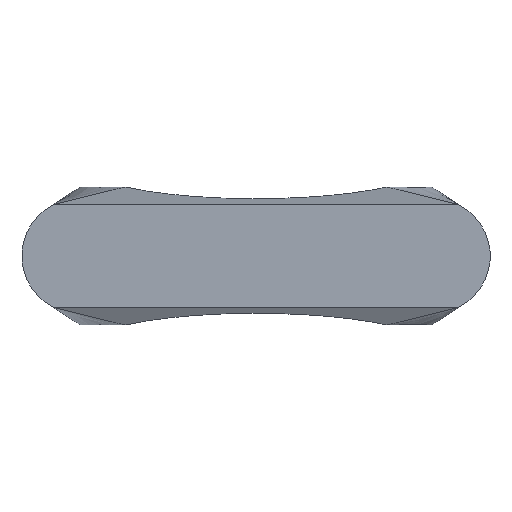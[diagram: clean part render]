
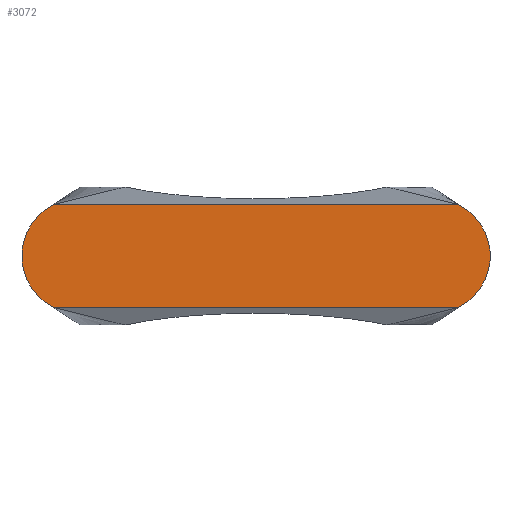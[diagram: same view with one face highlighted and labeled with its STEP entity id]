
A CAD part, front view. The second image highlights one B-rep face of the part: STEP entity #3072.
In plain terms, the highlighted planar face has unit normal (0, -1, 0).
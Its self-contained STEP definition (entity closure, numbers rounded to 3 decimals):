
#11 = AXIS2_PLACEMENT_3D ( 'NONE', #3663, #9628, #4520 ) ;
#170 = ORIENTED_EDGE ( 'NONE', *, *, #6220, .T. ) ;
#197 = FACE_OUTER_BOUND ( 'NONE', #6662, .T. ) ;
#473 = DIRECTION ( 'NONE',  ( 1., 0., 0. ) ) ;
#629 = VERTEX_POINT ( 'NONE', #7809 ) ;
#701 = DIRECTION ( 'NONE',  ( -1., 0., 0. ) ) ;
#1022 = CIRCLE ( 'NONE', #11, 12.446 ) ;
#2584 = EDGE_CURVE ( 'NONE', #9967, #7695, #6854, .T. ) ;
#2684 = DIRECTION ( 'NONE',  ( 0., -1., 0. ) ) ;
#2941 = EDGE_CURVE ( 'NONE', #6243, #629, #6586, .T. ) ;
#3072 = ADVANCED_FACE ( 'NONE', ( #197 ), #4311, .T. ) ;
#3647 = CARTESIAN_POINT ( 'NONE',  ( -43.832, -70.637, -11.112 ) ) ;
#3663 = CARTESIAN_POINT ( 'NONE',  ( -38.227, -70.637, 0. ) ) ;
#4311 = PLANE ( 'NONE',  #6743 ) ;
#4360 = CARTESIAN_POINT ( 'NONE',  ( -43.832, -70.637, -11.112 ) ) ;
#4365 = ORIENTED_EDGE ( 'NONE', *, *, #2584, .T. ) ;
#4520 = DIRECTION ( 'NONE',  ( 1., 0., 0. ) ) ;
#4601 = VECTOR ( 'NONE', #7114, 1000. ) ;
#5223 = CIRCLE ( 'NONE', #10196, 12.446 ) ;
#5585 = DIRECTION ( 'NONE',  ( 0., -1., 0. ) ) ;
#5809 = CARTESIAN_POINT ( 'NONE',  ( 43.832, -70.637, 11.113 ) ) ;
#5984 = ORIENTED_EDGE ( 'NONE', *, *, #2941, .T. ) ;
#6220 = EDGE_CURVE ( 'NONE', #629, #9967, #1022, .T. ) ;
#6243 = VERTEX_POINT ( 'NONE', #10521 ) ;
#6586 = LINE ( 'NONE', #5809, #10866 ) ;
#6662 = EDGE_LOOP ( 'NONE', ( #9423, #5984, #170, #4365 ) ) ;
#6743 = AXIS2_PLACEMENT_3D ( 'NONE', #7784, #2684, #8650 ) ;
#6854 = LINE ( 'NONE', #3647, #4601 ) ;
#7080 = CARTESIAN_POINT ( 'NONE',  ( 43.832, -70.637, -11.113 ) ) ;
#7114 = DIRECTION ( 'NONE',  ( 1., 0., 0. ) ) ;
#7695 = VERTEX_POINT ( 'NONE', #7080 ) ;
#7784 = CARTESIAN_POINT ( 'NONE',  ( 38.227, -70.637, 0. ) ) ;
#7809 = CARTESIAN_POINT ( 'NONE',  ( -43.832, -70.637, 11.112 ) ) ;
#8650 = DIRECTION ( 'NONE',  ( 1., 0., 0. ) ) ;
#8805 = EDGE_CURVE ( 'NONE', #7695, #6243, #5223, .T. ) ;
#9423 = ORIENTED_EDGE ( 'NONE', *, *, #8805, .T. ) ;
#9628 = DIRECTION ( 'NONE',  ( 0., -1., 0. ) ) ;
#9967 = VERTEX_POINT ( 'NONE', #4360 ) ;
#10196 = AXIS2_PLACEMENT_3D ( 'NONE', #10691, #5585, #473 ) ;
#10521 = CARTESIAN_POINT ( 'NONE',  ( 43.832, -70.637, 11.113 ) ) ;
#10691 = CARTESIAN_POINT ( 'NONE',  ( 38.227, -70.637, 0. ) ) ;
#10866 = VECTOR ( 'NONE', #701, 1000. ) ;
